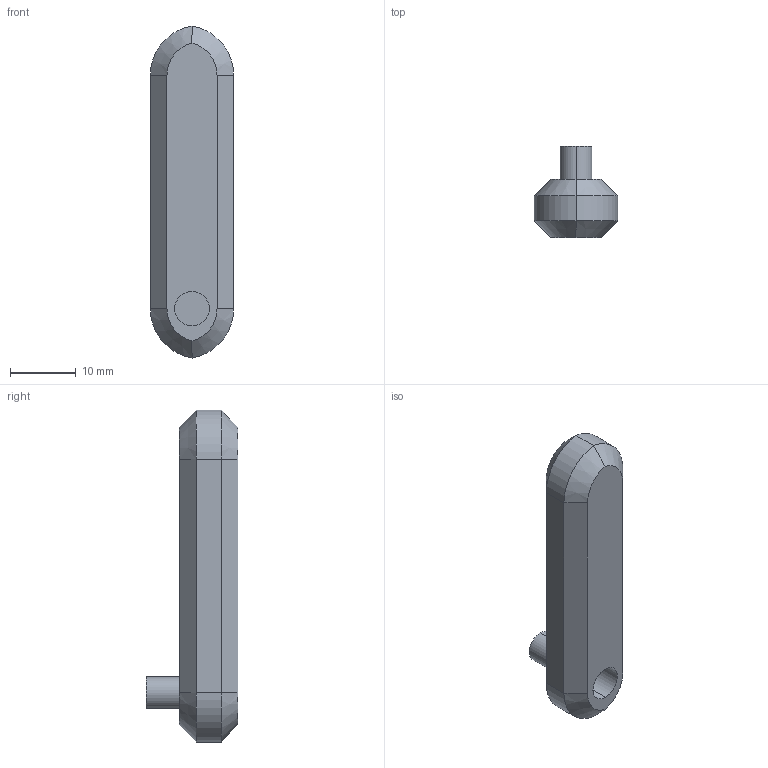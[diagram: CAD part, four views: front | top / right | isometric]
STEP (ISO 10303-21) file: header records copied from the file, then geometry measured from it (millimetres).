
FILE_DESCRIPTION (( 'STEP AP203' ), '1' );
FILE_NAME ('Robot Hand Grabber 2.0.STEP', '2024-08-06T15:55:18', ( '' ), ( '' ), 'SwSTEP 2.0', 'SolidWorks 2023', '' );
FILE_SCHEMA (( 'CONFIG_CONTROL_DESIGN' ));
Length unit declared in the file: inch
Products named in the file (1): Robot Hand Grabber 2.0
Bounding box: 12.7 x 13.97 x 50.59 mm (x, y, z)
Volume: 4520.2 mm3; surface area: 2051 mm2
Topology: 1 solids, 1 shells, 26 faces, 54 edges, 32 vertices
Faces by surface type: plane 10, cylinder 8, cone 8
Entity records: 769 total; most frequent: DIRECTION 128, CARTESIAN_POINT 125, ORIENTED_EDGE 108, EDGE_CURVE 54, AXIS2_PLACEMENT_3D 51, VERTEX_POINT 32, EDGE_LOOP 28, FACE_OUTER_BOUND 26
